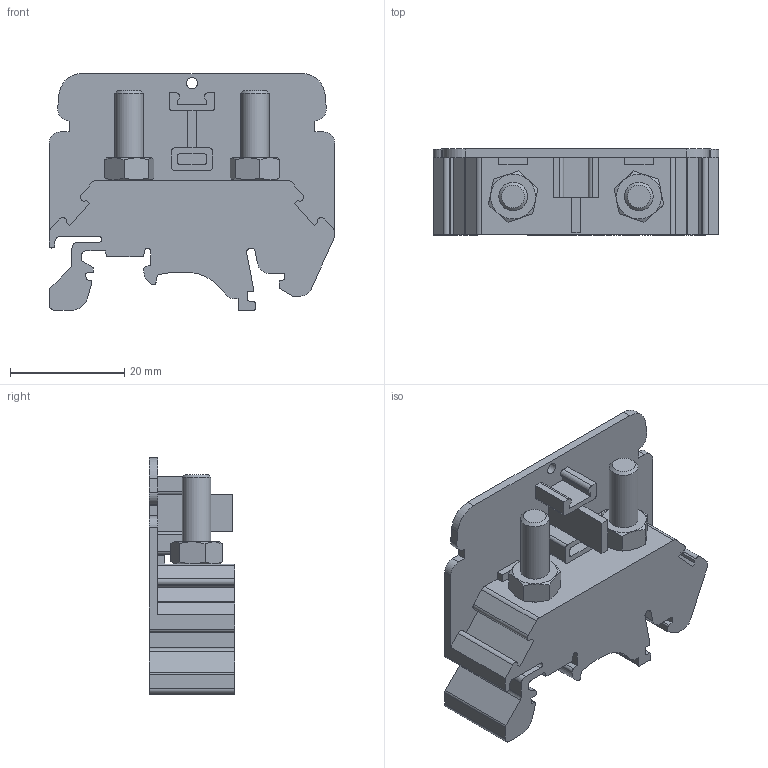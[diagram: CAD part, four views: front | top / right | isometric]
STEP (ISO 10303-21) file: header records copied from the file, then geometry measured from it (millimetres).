
FILE_DESCRIPTION(/* description */ ('Unknown'),/* implementation_level */ '2;1');
FILE_NAME(/* name */ 'KBTM5-15_GY_3D',/* time_stamp */ '2019-10-01T16:42:55+05:00',/* author */ ('Unknown'),/* organization */ ('Unknown'),/* preprocessor_version */ 'ST-DEVELOPER v16.7',/* originating_system */ 'DEX',/* authorisation */ $);
FILE_SCHEMA (('AUTOMOTIVE_DESIGN {1 0 10303 214 3 1 1}'));
Length unit declared in the file: millimetre
Products named in the file (1): KBTM5-15
Bounding box: 50 x 15 x 41.4 mm (x, y, z)
Volume: 13772.5 mm3; surface area: 7759.4 mm2
Topology: 1 solids, 1 shells, 183 faces, 518 edges, 343 vertices
Faces by surface type: plane 124, cylinder 53, cone 6
Full cylindrical faces by diameter (mm): 2 x1, 5 x2
Entity records: 7193 total; most frequent: CARTESIAN_POINT 1126, ORIENTED_EDGE 1012, DIRECTION 962, EDGE_CURVE 506, LINE 370, VECTOR 370, VERTEX_POINT 340, AXIS2_PLACEMENT_3D 296
